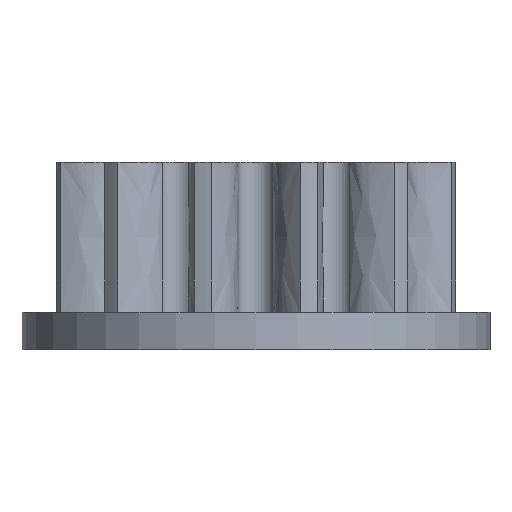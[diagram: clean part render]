
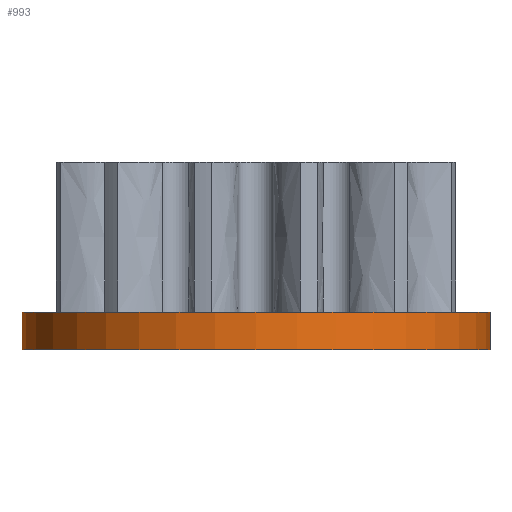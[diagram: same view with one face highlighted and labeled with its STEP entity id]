
A CAD part, front view. The second image highlights one B-rep face of the part: STEP entity #993.
In plain terms, the highlighted cylindrical face has radius 12.5 mm (diameter 25 mm), a full revolution.
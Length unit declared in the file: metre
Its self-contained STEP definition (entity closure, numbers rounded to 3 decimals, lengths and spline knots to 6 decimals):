
#137=CIRCLE('',#1086,0.0125);
#138=CIRCLE('',#1087,0.0125);
#382=ORIENTED_EDGE('',*,*,#590,.T.);
#383=ORIENTED_EDGE('',*,*,#591,.F.);
#590=EDGE_CURVE('',#694,#694,#137,.T.);
#591=EDGE_CURVE('',#695,#695,#138,.T.);
#694=VERTEX_POINT('',#4127);
#695=VERTEX_POINT('',#4129);
#852=EDGE_LOOP('',(#382));
#853=EDGE_LOOP('',(#383));
#910=FACE_BOUND('',#852,.T.);
#911=FACE_BOUND('',#853,.T.);
#942=CYLINDRICAL_SURFACE('',#1085,0.0125);
#993=ADVANCED_FACE('',(#910,#911),#942,.T.);
#1085=AXIS2_PLACEMENT_3D('',#4125,#1292,#1293);
#1086=AXIS2_PLACEMENT_3D('',#4126,#1294,#1295);
#1087=AXIS2_PLACEMENT_3D('',#4128,#1296,#1297);
#1292=DIRECTION('',(0.,0.,1.));
#1293=DIRECTION('',(0.,-1.,0.));
#1294=DIRECTION('',(0.,0.,1.));
#1295=DIRECTION('',(0.,-1.,0.));
#1296=DIRECTION('',(0.,0.,1.));
#1297=DIRECTION('',(0.,-1.,0.));
#4125=CARTESIAN_POINT('',(0.,0.,-0.002));
#4126=CARTESIAN_POINT('',(0.,0.,-0.002));
#4127=CARTESIAN_POINT('',(0.,-0.0125,-0.002));
#4128=CARTESIAN_POINT('',(0.,0.,0.));
#4129=CARTESIAN_POINT('',(0.,-0.0125,0.));
